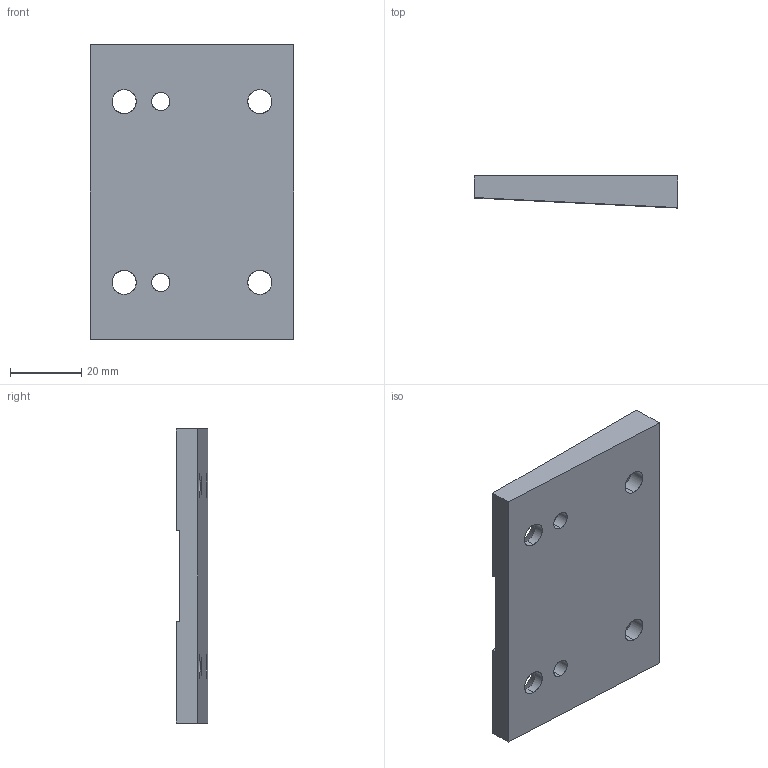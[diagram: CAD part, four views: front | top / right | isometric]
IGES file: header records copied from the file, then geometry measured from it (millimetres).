
Start section: SolidWorks IGES file using analytic representation for surfaces
Global section: file name: D1100822-v3.IGS; native system: SolidWorks 2012; preprocessor: SolidWorks 2012; author: esanchez; date: 130128.112530; units: inch
Bounding box: 57.15 x 8.89 x 82.55 mm (x, y, z)
Surface area: 11976.4 mm2 (no closed solid volume)
Topology: 0 solids, 0 shells, 32 faces, 612 edges, 612 vertices
Faces by surface type: revolution 22, bspline 10
